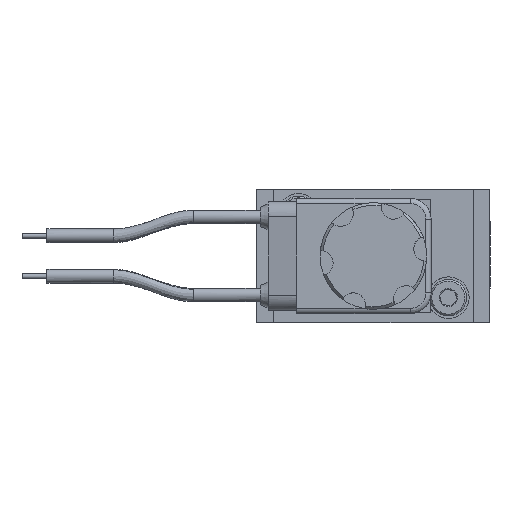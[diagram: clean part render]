
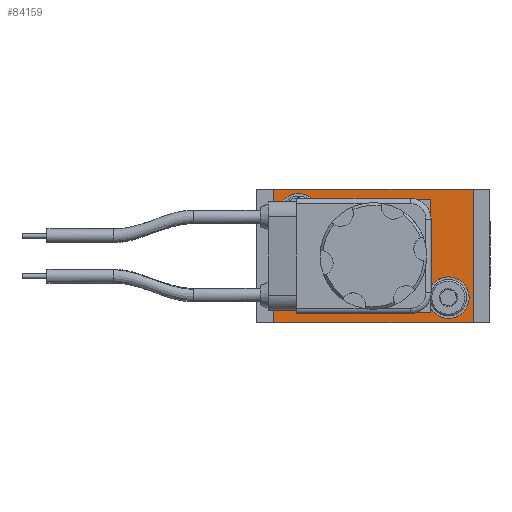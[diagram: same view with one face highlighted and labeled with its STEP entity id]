
A CAD part, left-side view. The second image highlights one B-rep face of the part: STEP entity #84159.
In plain terms, the highlighted planar face has unit normal (-1, 0, 0).
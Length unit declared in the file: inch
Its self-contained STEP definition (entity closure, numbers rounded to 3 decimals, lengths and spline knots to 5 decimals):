
#815 = LINE ( 'NONE', #4318, #67424 ) ;
#952 = CARTESIAN_POINT ( 'NONE',  ( -1.906, 0.43, 0. ) ) ;
#963 = ORIENTED_EDGE ( 'NONE', *, *, #1427, .F. ) ;
#970 = CARTESIAN_POINT ( 'NONE',  ( -1.906, -0.43, 0. ) ) ;
#1187 = LINE ( 'NONE', #99303, #92672 ) ;
#1427 = EDGE_CURVE ( 'NONE', #8777, #14231, #100458, .T. ) ;
#2641 = CARTESIAN_POINT ( 'NONE',  ( -1.906, -0.43, -0.23016 ) ) ;
#2884 = DIRECTION ( 'NONE',  ( 1., 0., 0. ) ) ;
#4318 = CARTESIAN_POINT ( 'NONE',  ( -1.906, 0., 0.5 ) ) ;
#4436 = DIRECTION ( 'NONE',  ( 0., 0., 1. ) ) ;
#4871 = EDGE_CURVE ( 'NONE', #9128, #23657, #13982, .T. ) ;
#4984 = CARTESIAN_POINT ( 'NONE',  ( -1.906, -0.5625, -0.4685 ) ) ;
#5131 = CARTESIAN_POINT ( 'NONE',  ( -1.906, 0.5625, 0.4685 ) ) ;
#5523 = VERTEX_POINT ( 'NONE', #71506 ) ;
#5991 = CARTESIAN_POINT ( 'NONE',  ( -1.906, 0.43, 0.23016 ) ) ;
#6235 = AXIS2_PLACEMENT_3D ( 'NONE', #20715, #2884, #11820 ) ;
#6454 = ORIENTED_EDGE ( 'NONE', *, *, #38058, .T. ) ;
#6615 = DIRECTION ( 'NONE',  ( 0., 0., 1. ) ) ;
#8203 = FACE_OUTER_BOUND ( 'NONE', #10336, .T. ) ;
#8777 = VERTEX_POINT ( 'NONE', #32110 ) ;
#9128 = VERTEX_POINT ( 'NONE', #5131 ) ;
#10336 = EDGE_LOOP ( 'NONE', ( #58717, #52786, #74377, #53951 ) ) ;
#11474 = EDGE_CURVE ( 'NONE', #76237, #46534, #1187, .T. ) ;
#11820 = DIRECTION ( 'NONE',  ( 0., 0., 1. ) ) ;
#12054 = LINE ( 'NONE', #15998, #48055 ) ;
#13982 = CIRCLE ( 'NONE', #6235, 0.156 ) ;
#14231 = VERTEX_POINT ( 'NONE', #113159 ) ;
#14821 = EDGE_CURVE ( 'NONE', #102466, #46534, #22346, .T. ) ;
#15998 = CARTESIAN_POINT ( 'NONE',  ( -1.906, 0., -0.4275 ) ) ;
#17341 = VECTOR ( 'NONE', #38627, 39.37008 ) ;
#18436 = VECTOR ( 'NONE', #107755, 39.37008 ) ;
#19496 = VERTEX_POINT ( 'NONE', #56834 ) ;
#20246 = EDGE_CURVE ( 'NONE', #84274, #99775, #69205, .T. ) ;
#20389 = ORIENTED_EDGE ( 'NONE', *, *, #82197, .T. ) ;
#20715 = CARTESIAN_POINT ( 'NONE',  ( -1.906, 0.5625, 0.3125 ) ) ;
#21572 = ORIENTED_EDGE ( 'NONE', *, *, #14821, .F. ) ;
#21600 = VERTEX_POINT ( 'NONE', #60259 ) ;
#22346 = LINE ( 'NONE', #42232, #113732 ) ;
#22579 = EDGE_LOOP ( 'NONE', ( #109022, #98471, #21572, #86908, #6454, #20389, #963, #65648, #112571, #67452, #61639, #74100 ) ) ;
#23657 = VERTEX_POINT ( 'NONE', #24141 ) ;
#24141 = CARTESIAN_POINT ( 'NONE',  ( -1.906, 0.43, 0.39484 ) ) ;
#24198 = CIRCLE ( 'NONE', #34778, 0.156 ) ;
#25045 = DIRECTION ( 'NONE',  ( 1., 0., 0. ) ) ;
#26543 = VERTEX_POINT ( 'NONE', #93106 ) ;
#27303 = CIRCLE ( 'NONE', #76232, 0.156 ) ;
#27692 = DIRECTION ( 'NONE',  ( 0., 0., 1. ) ) ;
#28410 = LINE ( 'NONE', #91677, #17341 ) ;
#28777 = DIRECTION ( 'NONE',  ( -1., 0., 0. ) ) ;
#28798 = AXIS2_PLACEMENT_3D ( 'NONE', #48086, #46942, #81794 ) ;
#28923 = DIRECTION ( 'NONE',  ( 0., 0., -1. ) ) ;
#31144 = DIRECTION ( 'NONE',  ( 1., 0., 0. ) ) ;
#31374 = VECTOR ( 'NONE', #28923, 39.37008 ) ;
#31440 = CARTESIAN_POINT ( 'NONE',  ( -1.906, -0.75, 0. ) ) ;
#32110 = CARTESIAN_POINT ( 'NONE',  ( -1.906, -0.43, -0.4275 ) ) ;
#32844 = EDGE_CURVE ( 'NONE', #26543, #9128, #24198, .T. ) ;
#34275 = AXIS2_PLACEMENT_3D ( 'NONE', #76341, #104109, #6615 ) ;
#34436 = DIRECTION ( 'NONE',  ( 0., 0., 1. ) ) ;
#34778 = AXIS2_PLACEMENT_3D ( 'NONE', #78136, #25045, #87006 ) ;
#36501 = EDGE_CURVE ( 'NONE', #95702, #46104, #68435, .T. ) ;
#37809 = DIRECTION ( 'NONE',  ( 0., -1., 0. ) ) ;
#37818 = CARTESIAN_POINT ( 'NONE',  ( -1.906, 0.75, 0. ) ) ;
#38058 = EDGE_CURVE ( 'NONE', #21600, #114664, #27303, .T. ) ;
#38627 = DIRECTION ( 'NONE',  ( 0., 0., 1. ) ) ;
#39669 = EDGE_CURVE ( 'NONE', #8777, #95702, #12054, .T. ) ;
#40060 = FACE_BOUND ( 'NONE', #22579, .T. ) ;
#41229 = CARTESIAN_POINT ( 'NONE',  ( -1.906, -0.5625, -0.3125 ) ) ;
#42232 = CARTESIAN_POINT ( 'NONE',  ( -1.906, -0.43, 0. ) ) ;
#43461 = CARTESIAN_POINT ( 'NONE',  ( -1.906, 0., -0.5 ) ) ;
#46104 = VERTEX_POINT ( 'NONE', #5991 ) ;
#46236 = CIRCLE ( 'NONE', #101035, 0.156 ) ;
#46534 = VERTEX_POINT ( 'NONE', #93008 ) ;
#46942 = DIRECTION ( 'NONE',  ( 1., 0., 0. ) ) ;
#47766 = PLANE ( 'NONE',  #98330 ) ;
#48055 = VECTOR ( 'NONE', #60954, 39.37008 ) ;
#48086 = CARTESIAN_POINT ( 'NONE',  ( -1.906, 0.5625, 0.3125 ) ) ;
#50947 = EDGE_CURVE ( 'NONE', #99775, #19496, #88445, .T. ) ;
#51771 = EDGE_CURVE ( 'NONE', #5523, #84274, #96417, .T. ) ;
#52786 = ORIENTED_EDGE ( 'NONE', *, *, #50947, .T. ) ;
#53951 = ORIENTED_EDGE ( 'NONE', *, *, #51771, .T. ) ;
#56834 = CARTESIAN_POINT ( 'NONE',  ( -1.906, -0.75, 0.5 ) ) ;
#58028 = VECTOR ( 'NONE', #79096, 39.37008 ) ;
#58209 = CARTESIAN_POINT ( 'NONE',  ( -1.906, 0.75, -0.5 ) ) ;
#58717 = ORIENTED_EDGE ( 'NONE', *, *, #20246, .T. ) ;
#60259 = CARTESIAN_POINT ( 'NONE',  ( -1.906, -0.5625, -0.1565 ) ) ;
#60954 = DIRECTION ( 'NONE',  ( 0., 1., 0. ) ) ;
#61639 = ORIENTED_EDGE ( 'NONE', *, *, #32844, .T. ) ;
#65648 = ORIENTED_EDGE ( 'NONE', *, *, #39669, .T. ) ;
#66084 = EDGE_CURVE ( 'NONE', #23657, #76237, #28410, .T. ) ;
#66889 = EDGE_CURVE ( 'NONE', #102466, #21600, #113943, .T. ) ;
#67424 = VECTOR ( 'NONE', #94507, 39.37008 ) ;
#67452 = ORIENTED_EDGE ( 'NONE', *, *, #105837, .T. ) ;
#68435 = LINE ( 'NONE', #952, #18436 ) ;
#69205 = LINE ( 'NONE', #43461, #58028 ) ;
#70345 = CARTESIAN_POINT ( 'NONE',  ( -1.906, -0.75, -0.5 ) ) ;
#71506 = CARTESIAN_POINT ( 'NONE',  ( -1.906, 0.75, 0.5 ) ) ;
#73279 = DIRECTION ( 'NONE',  ( 1., 0., 0. ) ) ;
#73332 = CARTESIAN_POINT ( 'NONE',  ( -1.906, -0.75, -0.5 ) ) ;
#74100 = ORIENTED_EDGE ( 'NONE', *, *, #4871, .T. ) ;
#74377 = ORIENTED_EDGE ( 'NONE', *, *, #86931, .T. ) ;
#76206 = CIRCLE ( 'NONE', #28798, 0.156 ) ;
#76232 = AXIS2_PLACEMENT_3D ( 'NONE', #41229, #31144, #4436 ) ;
#76237 = VERTEX_POINT ( 'NONE', #89241 ) ;
#76341 = CARTESIAN_POINT ( 'NONE',  ( -1.906, -0.5625, -0.3125 ) ) ;
#78136 = CARTESIAN_POINT ( 'NONE',  ( -1.906, 0.5625, 0.3125 ) ) ;
#79096 = DIRECTION ( 'NONE',  ( 0., -1., 0. ) ) ;
#81794 = DIRECTION ( 'NONE',  ( 0., 0., 1. ) ) ;
#82172 = DIRECTION ( 'NONE',  ( 0., 0., 1. ) ) ;
#82197 = EDGE_CURVE ( 'NONE', #114664, #14231, #46236, .T. ) ;
#84159 = ADVANCED_FACE ( 'NONE', ( #40060, #8203 ), #47766, .T. ) ;
#84274 = VERTEX_POINT ( 'NONE', #58209 ) ;
#86655 = VECTOR ( 'NONE', #27692, 39.37008 ) ;
#86908 = ORIENTED_EDGE ( 'NONE', *, *, #66889, .T. ) ;
#86931 = EDGE_CURVE ( 'NONE', #19496, #5523, #815, .T. ) ;
#87006 = DIRECTION ( 'NONE',  ( 0., 0., 1. ) ) ;
#88445 = LINE ( 'NONE', #31440, #107699 ) ;
#89241 = CARTESIAN_POINT ( 'NONE',  ( -1.906, 0.43, 0.4275 ) ) ;
#91677 = CARTESIAN_POINT ( 'NONE',  ( -1.906, 0.43, 0. ) ) ;
#92672 = VECTOR ( 'NONE', #37809, 39.37008 ) ;
#93008 = CARTESIAN_POINT ( 'NONE',  ( -1.906, -0.43, 0.4275 ) ) ;
#93106 = CARTESIAN_POINT ( 'NONE',  ( -1.906, 0.5625, 0.1565 ) ) ;
#94507 = DIRECTION ( 'NONE',  ( 0., 1., 0. ) ) ;
#95702 = VERTEX_POINT ( 'NONE', #101231 ) ;
#96417 = LINE ( 'NONE', #37818, #31374 ) ;
#98330 = AXIS2_PLACEMENT_3D ( 'NONE', #73332, #28777, #99560 ) ;
#98471 = ORIENTED_EDGE ( 'NONE', *, *, #11474, .T. ) ;
#99303 = CARTESIAN_POINT ( 'NONE',  ( -1.906, 0., 0.4275 ) ) ;
#99560 = DIRECTION ( 'NONE',  ( 0., 0., 1. ) ) ;
#99775 = VERTEX_POINT ( 'NONE', #70345 ) ;
#100458 = LINE ( 'NONE', #970, #86655 ) ;
#101035 = AXIS2_PLACEMENT_3D ( 'NONE', #108026, #73279, #82172 ) ;
#101231 = CARTESIAN_POINT ( 'NONE',  ( -1.906, 0.43, -0.4275 ) ) ;
#102466 = VERTEX_POINT ( 'NONE', #2641 ) ;
#104109 = DIRECTION ( 'NONE',  ( 1., 0., 0. ) ) ;
#105837 = EDGE_CURVE ( 'NONE', #46104, #26543, #76206, .T. ) ;
#107699 = VECTOR ( 'NONE', #111939, 39.37008 ) ;
#107755 = DIRECTION ( 'NONE',  ( 0., 0., 1. ) ) ;
#108026 = CARTESIAN_POINT ( 'NONE',  ( -1.906, -0.5625, -0.3125 ) ) ;
#109022 = ORIENTED_EDGE ( 'NONE', *, *, #66084, .T. ) ;
#111939 = DIRECTION ( 'NONE',  ( 0., 0., 1. ) ) ;
#112571 = ORIENTED_EDGE ( 'NONE', *, *, #36501, .T. ) ;
#113159 = CARTESIAN_POINT ( 'NONE',  ( -1.906, -0.43, -0.39484 ) ) ;
#113732 = VECTOR ( 'NONE', #34436, 39.37008 ) ;
#113943 = CIRCLE ( 'NONE', #34275, 0.156 ) ;
#114664 = VERTEX_POINT ( 'NONE', #4984 ) ;
